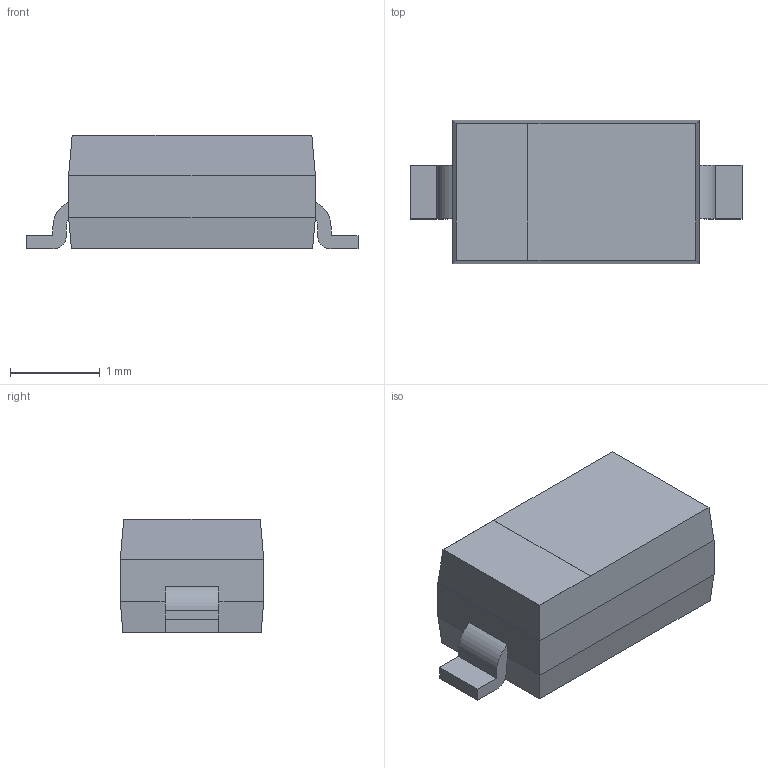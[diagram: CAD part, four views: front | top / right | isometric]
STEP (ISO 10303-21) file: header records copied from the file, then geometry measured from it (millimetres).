
FILE_DESCRIPTION(('FreeCAD Model'),'2;1');
FILE_NAME('20493694-5DF9-4F19-89F9-3D9FA7465B40.step', '2017-07-25T17:47:25',('kicad StepUp'),('ksu MCAD'), 'Open CASCADE STEP processor 6.8','FreeCAD','Unknown');
FILE_SCHEMA(('AUTOMOTIVE_DESIGN_CC2 { 1 2 10303 214 -1 1 5 4 }'));
Length unit declared in the file: millimetre
Products named in the file (2): ASSEMBLY; 20493694-5DF9-4F19-89F9-3D9FA7465B40
Assembly tree (1 placements, depth 2):
  ASSEMBLY
    20493694-5DF9-4F19-89F9-3D9FA7465B40
Bounding box: 3.7 x 1.6 x 1.27 mm (x, y, z)
Volume: 5.6 mm3; surface area: 21.3 mm2
Topology: 1 solids, 1 shells, 39 faces, 99 edges, 62 vertices
Faces by surface type: plane 33, cylinder 6
Entity records: 1454 total; most frequent: CARTESIAN_POINT 202, ORIENTED_EDGE 198, DIRECTION 193, EDGE_CURVE 99, LINE 87, VECTOR 87, VERTEX_POINT 62, AXIS2_PLACEMENT_3D 53
